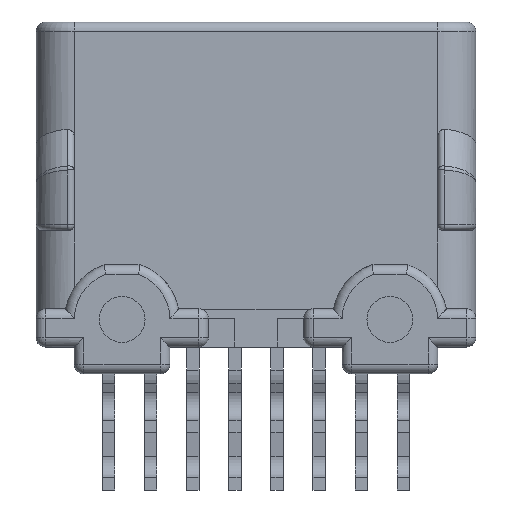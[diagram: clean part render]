
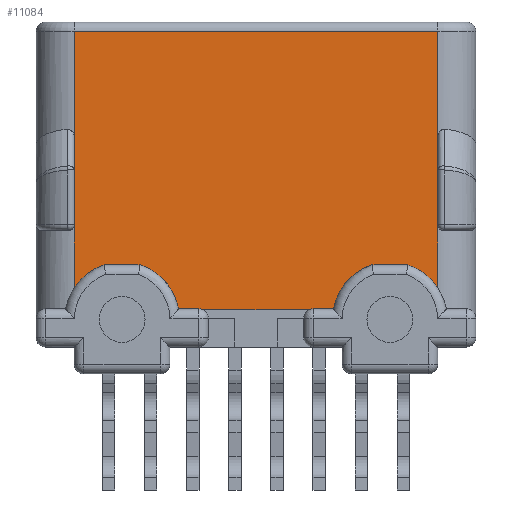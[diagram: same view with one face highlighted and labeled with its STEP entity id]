
A CAD part, front view. The second image highlights one B-rep face of the part: STEP entity #11084.
In plain terms, the highlighted planar face has unit normal (0, -1, 0).
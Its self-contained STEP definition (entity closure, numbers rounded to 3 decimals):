
#580=DIRECTION('',(0.,0.,-1.));
#581=VECTOR('',#580,5.562);
#582=CARTESIAN_POINT('',(-9.5,-5.8,-0.5));
#583=LINE('',#582,#581);
#584=DIRECTION('',(0.,0.,-1.));
#585=VECTOR('',#584,4.538);
#586=CARTESIAN_POINT('',(9.5,-5.8,-6.062));
#587=LINE('',#586,#585);
#588=CARTESIAN_POINT('',(7.,-5.8,-15.55));
#589=DIRECTION('',(0.,1.,0.));
#590=DIRECTION('',(0.312,0.,0.95));
#591=AXIS2_PLACEMENT_3D('',#588,#589,#590);
#593=DIRECTION('',(1.,0.,0.));
#594=VECTOR('',#593,1.873);
#595=CARTESIAN_POINT('',(6.063,-5.8,-12.7));
#596=LINE('',#595,#594);
#597=CARTESIAN_POINT('',(7.,-5.8,-15.55));
#598=DIRECTION('',(0.,1.,0.));
#599=DIRECTION('',(-0.983,0.,0.183));
#600=AXIS2_PLACEMENT_3D('',#597,#598,#599);
#602=DIRECTION('',(1.,0.,0.));
#603=VECTOR('',#602,1.051);
#604=CARTESIAN_POINT('',(3.,-5.8,-15.));
#605=LINE('',#604,#603);
#606=DIRECTION('',(-1.,0.,0.));
#607=VECTOR('',#606,5.564);
#608=CARTESIAN_POINT('',(2.782,-5.8,-15.05));
#609=LINE('',#608,#607);
#610=DIRECTION('',(1.,0.,0.));
#611=VECTOR('',#610,1.051);
#612=CARTESIAN_POINT('',(-4.051,-5.8,-15.));
#613=LINE('',#612,#611);
#614=CARTESIAN_POINT('',(-7.,-5.8,-15.55));
#615=DIRECTION('',(0.,1.,0.));
#616=DIRECTION('',(0.312,0.,0.95));
#617=AXIS2_PLACEMENT_3D('',#614,#615,#616);
#619=DIRECTION('',(1.,0.,0.));
#620=VECTOR('',#619,1.873);
#621=CARTESIAN_POINT('',(-7.937,-5.8,-12.7));
#622=LINE('',#621,#620);
#623=CARTESIAN_POINT('',(-7.,-5.8,-15.55));
#624=DIRECTION('',(0.,1.,0.));
#625=DIRECTION('',(-0.833,0.,0.553));
#626=AXIS2_PLACEMENT_3D('',#623,#624,#625);
#628=DIRECTION('',(1.,0.,0.));
#629=VECTOR('',#628,19.);
#630=CARTESIAN_POINT('',(-9.5,-5.8,-0.5));
#631=LINE('',#630,#629);
#632=DIRECTION('',(0.,0.,1.));
#633=VECTOR('',#632,5.562);
#634=CARTESIAN_POINT('',(9.5,-5.8,-6.062));
#635=LINE('',#634,#633);
#893=DIRECTION('',(0.,0.,1.));
#894=VECTOR('',#893,3.292);
#895=CARTESIAN_POINT('',(9.5,-5.8,-13.892));
#896=LINE('',#895,#894);
#920=CARTESIAN_POINT('',(9.5,-5.8,-13.892));
#2124=CARTESIAN_POINT('',(-3.,-5.8,-15.5));
#2125=DIRECTION('',(0.,1.,0.));
#2126=DIRECTION('',(0.,0.,1.));
#2127=AXIS2_PLACEMENT_3D('',#2124,#2125,#2126);
#2465=DIRECTION('',(0.,0.,-1.));
#2466=VECTOR('',#2465,4.538);
#2467=CARTESIAN_POINT('',(-9.5,-5.8,-6.062));
#2468=LINE('',#2467,#2466);
#2527=DIRECTION('',(0.,0.,-1.));
#2528=VECTOR('',#2527,3.292);
#2529=CARTESIAN_POINT('',(-9.5,-5.8,-10.6));
#2530=LINE('',#2529,#2528);
#3009=CARTESIAN_POINT('',(3.,-5.8,-15.5));
#3010=DIRECTION('',(0.,1.,0.));
#3011=DIRECTION('',(-0.436,0.,0.9));
#3012=AXIS2_PLACEMENT_3D('',#3009,#3010,#3011);
#8428=CARTESIAN_POINT('',(-7.937,-5.8,-12.7));
#8429=CARTESIAN_POINT('',(-6.063,-5.8,-12.7));
#8430=VERTEX_POINT('',#8428);
#8431=VERTEX_POINT('',#8429);
#8432=CARTESIAN_POINT('',(-4.051,-5.8,-15.));
#8433=VERTEX_POINT('',#8432);
#8434=CARTESIAN_POINT('',(4.051,-5.8,-15.));
#8435=CARTESIAN_POINT('',(6.063,-5.8,-12.7));
#8436=VERTEX_POINT('',#8434);
#8437=VERTEX_POINT('',#8435);
#8438=CARTESIAN_POINT('',(7.937,-5.8,-12.7));
#8439=VERTEX_POINT('',#8438);
#9840=VERTEX_POINT('',#920);
#9853=CARTESIAN_POINT('',(-9.5,-5.8,-13.892));
#9854=VERTEX_POINT('',#9853);
#9857=CARTESIAN_POINT('',(-9.5,-5.8,-0.5));
#9858=VERTEX_POINT('',#9857);
#9859=CARTESIAN_POINT('',(9.5,-5.8,-0.5));
#9861=VERTEX_POINT('',#9859);
#10016=CARTESIAN_POINT('',(-3.,-5.8,-15.));
#10017=VERTEX_POINT('',#10016);
#10108=CARTESIAN_POINT('',(3.,-5.8,-15.));
#10110=VERTEX_POINT('',#10108);
#10116=CARTESIAN_POINT('',(2.782,-5.8,-15.05));
#10117=VERTEX_POINT('',#10116);
#10118=CARTESIAN_POINT('',(-2.782,-5.8,-15.05));
#10119=VERTEX_POINT('',#10118);
#10637=CARTESIAN_POINT('',(9.5,-5.8,-10.6));
#10639=VERTEX_POINT('',#10637);
#10649=CARTESIAN_POINT('',(9.5,-5.8,-6.062));
#10651=VERTEX_POINT('',#10649);
#10668=CARTESIAN_POINT('',(-9.5,-5.8,-10.6));
#10670=VERTEX_POINT('',#10668);
#10686=CARTESIAN_POINT('',(-9.5,-5.8,-6.062));
#10687=VERTEX_POINT('',#10686);
#11043=CARTESIAN_POINT('',(11.5,-5.8,0.));
#11044=DIRECTION('',(0.,-1.,0.));
#11045=DIRECTION('',(-1.,0.,0.));
#11046=AXIS2_PLACEMENT_3D('',#11043,#11044,#11045);
#11047=PLANE('',#11046);
#11049=ORIENTED_EDGE('',*,*,#11048,.F.);
#11051=ORIENTED_EDGE('',*,*,#11050,.T.);
#11053=ORIENTED_EDGE('',*,*,#11052,.F.);
#11055=ORIENTED_EDGE('',*,*,#11054,.F.);
#11057=ORIENTED_EDGE('',*,*,#11056,.F.);
#11059=ORIENTED_EDGE('',*,*,#11058,.F.);
#11061=ORIENTED_EDGE('',*,*,#11060,.F.);
#11063=ORIENTED_EDGE('',*,*,#11062,.F.);
#11065=ORIENTED_EDGE('',*,*,#11064,.T.);
#11067=ORIENTED_EDGE('',*,*,#11066,.F.);
#11069=ORIENTED_EDGE('',*,*,#11068,.F.);
#11071=ORIENTED_EDGE('',*,*,#11070,.F.);
#11073=ORIENTED_EDGE('',*,*,#11072,.F.);
#11075=ORIENTED_EDGE('',*,*,#11074,.F.);
#11077=ORIENTED_EDGE('',*,*,#11076,.F.);
#11079=ORIENTED_EDGE('',*,*,#11078,.F.);
#11080=ORIENTED_EDGE('',*,*,#11031,.F.);
#11081=ORIENTED_EDGE('',*,*,#10921,.T.);
#11082=EDGE_LOOP('',(#11049,#11051,#11053,#11055,#11057,#11059,#11061,#11063,
#11065,#11067,#11069,#11071,#11073,#11075,#11077,#11079,#11080,#11081));
#11083=FACE_OUTER_BOUND('',#11082,.F.);
#592=CIRCLE('',#591,3.);
#601=CIRCLE('',#600,3.);
#618=CIRCLE('',#617,3.);
#627=CIRCLE('',#626,3.);
#2128=CIRCLE('',#2127,0.5);
#3013=CIRCLE('',#3012,0.5);
#10921=EDGE_CURVE('',#9858,#9861,#631,.T.);
#11031=EDGE_CURVE('',#9858,#10687,#583,.T.);
#11048=EDGE_CURVE('',#10651,#9861,#635,.T.);
#11050=EDGE_CURVE('',#10651,#10639,#587,.T.);
#11052=EDGE_CURVE('',#9840,#10639,#896,.T.);
#11054=EDGE_CURVE('',#8439,#9840,#592,.T.);
#11056=EDGE_CURVE('',#8437,#8439,#596,.T.);
#11058=EDGE_CURVE('',#8436,#8437,#601,.T.);
#11060=EDGE_CURVE('',#10110,#8436,#605,.T.);
#11062=EDGE_CURVE('',#10117,#10110,#3013,.T.);
#11064=EDGE_CURVE('',#10117,#10119,#609,.T.);
#11066=EDGE_CURVE('',#10017,#10119,#2128,.T.);
#11068=EDGE_CURVE('',#8433,#10017,#613,.T.);
#11070=EDGE_CURVE('',#8431,#8433,#618,.T.);
#11072=EDGE_CURVE('',#8430,#8431,#622,.T.);
#11074=EDGE_CURVE('',#9854,#8430,#627,.T.);
#11076=EDGE_CURVE('',#10670,#9854,#2530,.T.);
#11078=EDGE_CURVE('',#10687,#10670,#2468,.T.);
#11084=ADVANCED_FACE('',(#11083),#11047,.T.);
